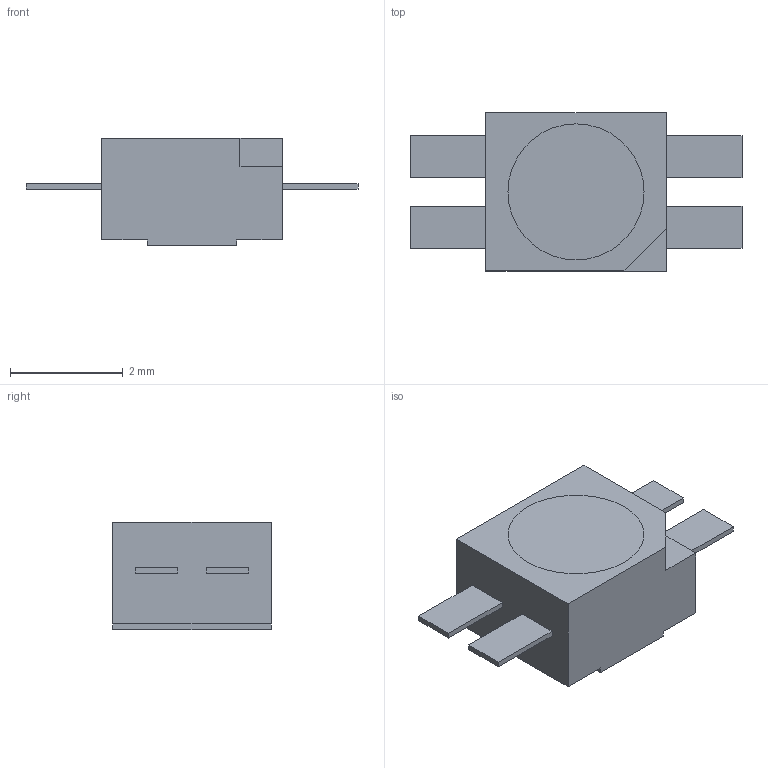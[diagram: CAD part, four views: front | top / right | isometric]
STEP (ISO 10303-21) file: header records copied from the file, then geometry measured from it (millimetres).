
FILE_DESCRIPTION(/* description */ (''),/* implementation_level */ '2;1');
FILE_NAME(/* name */ './3528-6028-reverse-mount/3528 PLCC-4 v3.step',/* time_stamp */ '2020-08-27T22:04:27-07:00',/* author */ (''),/* organization */ (''),/* preprocessor_version */ 'ST-DEVELOPER v18.1',/* originating_system */ 'Autodesk Translation Framework v9.3.0.1241',/* authorisation */ '');
FILE_SCHEMA (('AUTOMOTIVE_DESIGN { 1 0 10303 214 3 1 1 }'));
Length unit declared in the file: millimetre
Products named in the file (4): 3528 PLCC-4; 零部件1; 零部件2; 零部件3
Assembly tree (3 placements, depth 2):
  3528 PLCC-4
    零部件1
    零部件2
    零部件3
Bounding box: 5.88 x 2.8 x 1.9 mm (x, y, z)
Volume: 16.8 mm3; surface area: 83.4 mm2
Topology: 6 solids, 6 shells, 69 faces, 180 edges, 120 vertices
Faces by surface type: plane 67, cone 2
Entity records: 2238 total; most frequent: CARTESIAN_POINT 409, ORIENTED_EDGE 360, DIRECTION 338, EDGE_CURVE 180, LINE 144, VECTOR 144, VERTEX_POINT 120, AXIS2_PLACEMENT_3D 97
